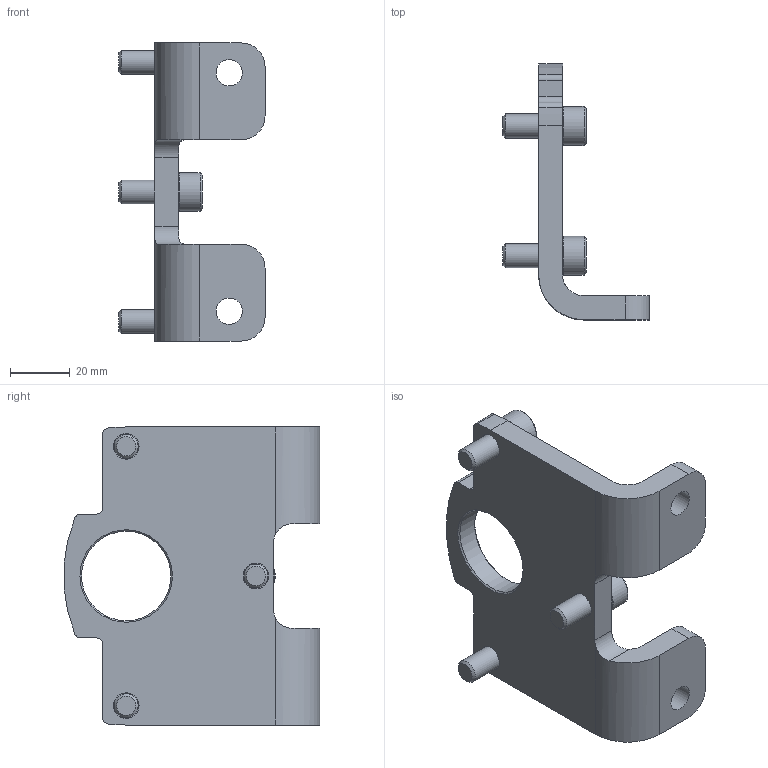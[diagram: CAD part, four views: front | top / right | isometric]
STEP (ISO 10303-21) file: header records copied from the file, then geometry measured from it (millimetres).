
FILE_DESCRIPTION(/* description */ ('STEP AP214'),/* implementation_level */ '2;1');
FILE_NAME(/* name */ '3371846_DAMH-Q12-40',/* time_stamp */ '2024-08-08T09:38:46+02:00',/* author */ ('License CC BY-ND 4.0'),/* organization */ ('CADENAS'),/* preprocessor_version */ 'ST-DEVELOPER v19.3',/* originating_system */ 'PARTsolutions',/* authorisation */ ' ');
FILE_SCHEMA (('AUTOMOTIVE_DESIGN {1 0 10303 214 3 1 1}'));
Length unit declared in the file: millimetre
Products named in the file (3): 3371846 DAMH-Q12-40---(0); 2982225 DAMH-Q12-40---(0)_q; DIN-912 - M8x20(F)
Assembly tree (4 placements, depth 2):
  3371846 DAMH-Q12-40---(0)
    2982225 DAMH-Q12-40---(0)_q
    DIN-912 - M8x20(F)  x3
Bounding box: 49 x 85.85 x 100 mm (x, y, z)
Volume: 67819.2 mm3; surface area: 24496.6 mm2
Topology: 4 solids, 4 shells, 128 faces, 283 edges, 166 vertices
Faces by surface type: plane 62, cone 35, cylinder 31
Full cylindrical faces by diameter (mm): 8 x3, 8.6 x3, 8.8 x2, 13 x3, 30 x1
Entity records: 2175 total; most frequent: CARTESIAN_POINT 394, DIRECTION 376, ORIENTED_EDGE 320, EDGE_CURVE 160, AXIS2_PLACEMENT_3D 149, VERTEX_POINT 109, FACE_BOUND 101, EDGE_LOOP 100
